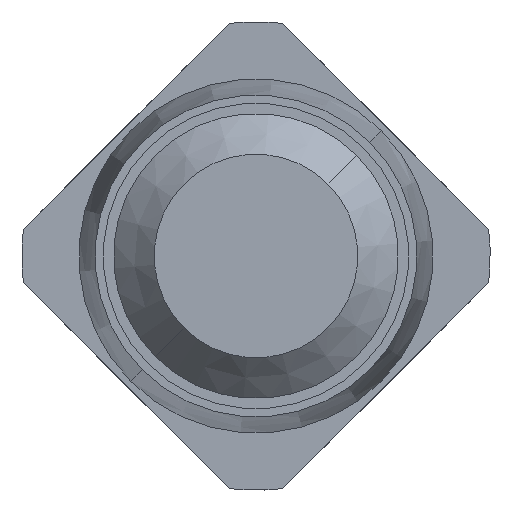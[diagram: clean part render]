
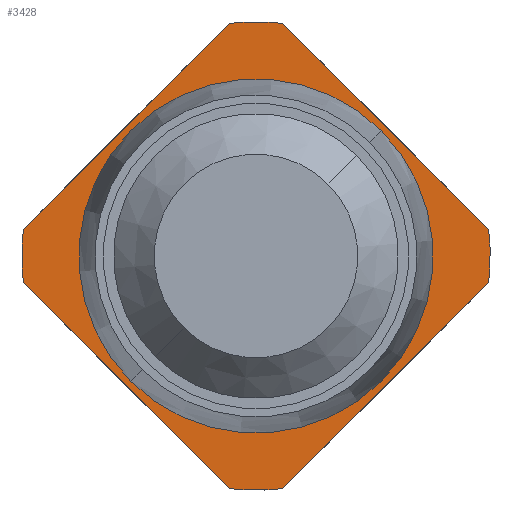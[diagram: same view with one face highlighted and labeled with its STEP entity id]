
A CAD part, front view. The second image highlights one B-rep face of the part: STEP entity #3428.
In plain terms, the highlighted planar face has unit normal (0, -1, 0).
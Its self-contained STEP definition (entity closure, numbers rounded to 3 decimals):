
#121 = VERTEX_POINT ( 'NONE', #238 ) ;
#128 = CIRCLE ( 'NONE', #2530, 0.575 ) ;
#238 = CARTESIAN_POINT ( 'NONE',  ( 0.308, -2.9, 0.308 ) ) ;
#245 = AXIS2_PLACEMENT_3D ( 'NONE', #3155, #1933, #3955 ) ;
#266 = VERTEX_POINT ( 'NONE', #3265 ) ;
#333 = ORIENTED_EDGE ( 'NONE', *, *, #3199, .F. ) ;
#423 = CARTESIAN_POINT ( 'NONE',  ( 0., -2.9, 0. ) ) ;
#760 = EDGE_CURVE ( 'Defeature ausgef�hrt3_23+Defeature ausgef�hrt3_14+Defeature ausgef�hrt3_12+Defeature ausgef�hrt3_13', #266, #2095, #2092, .T. ) ;
#806 = VECTOR ( 'NONE', #1165, 1000. ) ;
#973 = VERTEX_POINT ( 'NONE', #4310 ) ;
#1044 = VERTEX_POINT ( 'NONE', #2110 ) ;
#1165 = DIRECTION ( 'NONE',  ( -0.707, 0., -0.707 ) ) ;
#1304 = CARTESIAN_POINT ( 'NONE',  ( 0.065, -2.9, 0.571 ) ) ;
#1329 = DIRECTION ( 'NONE',  ( 0., 1., 0. ) ) ;
#1352 = DIRECTION ( 'NONE',  ( 0., 1., 0. ) ) ;
#1454 = CARTESIAN_POINT ( 'NONE',  ( 0.065, -2.9, -0.571 ) ) ;
#1457 = ORIENTED_EDGE ( 'NONE', *, *, #5142, .F. ) ;
#1481 = ORIENTED_EDGE ( 'NONE', *, *, #3494, .F. ) ;
#1597 = EDGE_LOOP ( 'NONE', ( #4185, #3847, #1457, #4281, #4144, #1481, #333, #2756 ) ) ;
#1608 = DIRECTION ( 'NONE',  ( 0., 1., 0. ) ) ;
#1616 = DIRECTION ( 'NONE',  ( 0.707, 0., 0.707 ) ) ;
#1625 = CARTESIAN_POINT ( 'NONE',  ( 0., -2.9, 0. ) ) ;
#1628 = DIRECTION ( 'NONE',  ( 0., 1., 0. ) ) ;
#1690 = FACE_OUTER_BOUND ( 'NONE', #1597, .T. ) ;
#1705 = EDGE_CURVE ( 'Defeature ausgef�hrt3_14+Defeature ausgef�hrt3_19+Defeature ausgef�hrt3_19+Defeature ausgef�hrt3_19', #3899, #121, #3560, .T. ) ;
#1713 = DIRECTION ( 'NONE',  ( 0.707, 0., 0.707 ) ) ;
#1716 = DIRECTION ( 'NONE',  ( 0.707, 0., 0.707 ) ) ;
#1933 = DIRECTION ( 'NONE',  ( 0., 1., 0. ) ) ;
#1956 = CIRCLE ( 'NONE', #3541, 0.575 ) ;
#1970 = VECTOR ( 'NONE', #2956, 1000. ) ;
#2000 = CARTESIAN_POINT ( 'NONE',  ( 0.725, -2.9, -0.088 ) ) ;
#2026 = DIRECTION ( 'NONE',  ( 0., 1., 0. ) ) ;
#2053 = VERTEX_POINT ( 'NONE', #1304 ) ;
#2092 = LINE ( 'NONE', #2488, #1970 ) ;
#2095 = VERTEX_POINT ( 'NONE', #4707 ) ;
#2110 = CARTESIAN_POINT ( 'NONE',  ( -0.065, -2.9, -0.571 ) ) ;
#2148 = EDGE_LOOP ( 'NONE', ( #2984, #3304 ) ) ;
#2300 = EDGE_CURVE ( 'Defeature ausgef�hrt3_13+Defeature ausgef�hrt3_14+Defeature ausgef�hrt3_23+Defeature ausgef�hrt3_22', #2095, #2053, #1956, .T. ) ;
#2455 = DIRECTION ( 'NONE',  ( 0.707, 0., 0.707 ) ) ;
#2488 = CARTESIAN_POINT ( 'NONE',  ( -0.318, -2.9, 0.318 ) ) ;
#2530 = AXIS2_PLACEMENT_3D ( 'NONE', #1625, #2867, #1616 ) ;
#2564 = CARTESIAN_POINT ( 'NONE',  ( -0.308, -2.9, -0.308 ) ) ;
#2739 = LINE ( 'NONE', #2000, #5031 ) ;
#2746 = EDGE_CURVE ( 'Defeature ausgef�hrt3_10+Defeature ausgef�hrt3_14+Defeature ausgef�hrt3_25+Defeature ausgef�hrt3_24', #4021, #1044, #3621, .T. ) ;
#2754 = EDGE_CURVE ( 'Defeature ausgef�hrt3_25+Defeature ausgef�hrt3_14+Defeature ausgef�hrt3_11+Defeature ausgef�hrt3_10', #3641, #4021, #4890, .T. ) ;
#2756 = ORIENTED_EDGE ( 'NONE', *, *, #2746, .F. ) ;
#2793 = CIRCLE ( 'NONE', #245, 0.575 ) ;
#2827 = VERTEX_POINT ( 'NONE', #4045 ) ;
#2867 = DIRECTION ( 'NONE',  ( 0., 1., 0. ) ) ;
#2935 = EDGE_CURVE ( 'Defeature ausgef�hrt3_14+Defeature ausgef�hrt3_19+Defeature ausgef�hrt3_19+Defeature ausgef�hrt3_19', #121, #3899, #3553, .T. ) ;
#2956 = DIRECTION ( 'NONE',  ( 0.707, 0., 0.707 ) ) ;
#2970 = AXIS2_PLACEMENT_3D ( 'NONE', #423, #2026, #4080 ) ;
#2984 = ORIENTED_EDGE ( 'NONE', *, *, #2935, .T. ) ;
#3097 = AXIS2_PLACEMENT_3D ( 'NONE', #4566, #1329, #1716 ) ;
#3155 = CARTESIAN_POINT ( 'NONE',  ( 0., -2.9, 0. ) ) ;
#3199 = EDGE_CURVE ( 'Defeature ausgef�hrt3_24+Defeature ausgef�hrt3_14+Defeature ausgef�hrt3_10+Defeature ausgef�hrt3_12', #1044, #2827, #4570, .T. ) ;
#3210 = AXIS2_PLACEMENT_3D ( 'NONE', #3857, #1352, #1713 ) ;
#3212 = DIRECTION ( 'NONE',  ( 0.707, 0., 0.707 ) ) ;
#3220 = DIRECTION ( 'NONE',  ( 0.707, 0., -0.707 ) ) ;
#3227 = CARTESIAN_POINT ( 'NONE',  ( 0., -2.9, 0. ) ) ;
#3265 = CARTESIAN_POINT ( 'NONE',  ( -0.571, -2.9, 0.065 ) ) ;
#3304 = ORIENTED_EDGE ( 'NONE', *, *, #1705, .T. ) ;
#3428 = ADVANCED_FACE ( 'Defeature ausgef�hrt3_14', ( #5091, #1690 ), #4644, .F. ) ;
#3494 = EDGE_CURVE ( 'Defeature ausgef�hrt3_12+Defeature ausgef�hrt3_14+Defeature ausgef�hrt3_24+Defeature ausgef�hrt3_23', #2827, #266, #2793, .T. ) ;
#3541 = AXIS2_PLACEMENT_3D ( 'NONE', #3686, #1628, #2455 ) ;
#3544 = CARTESIAN_POINT ( 'NONE',  ( 0.088, -2.9, -0.725 ) ) ;
#3553 = CIRCLE ( 'NONE', #2970, 0.435 ) ;
#3560 = CIRCLE ( 'NONE', #3097, 0.435 ) ;
#3586 = DIRECTION ( 'NONE',  ( -0.707, 0., 0.707 ) ) ;
#3610 = CARTESIAN_POINT ( 'NONE',  ( 0.318, -2.9, -0.318 ) ) ;
#3621 = CIRCLE ( 'NONE', #4875, 0.575 ) ;
#3641 = VERTEX_POINT ( 'NONE', #5250 ) ;
#3686 = CARTESIAN_POINT ( 'NONE',  ( 0., -2.9, 0. ) ) ;
#3847 = ORIENTED_EDGE ( 'NONE', *, *, #5207, .F. ) ;
#3857 = CARTESIAN_POINT ( 'NONE',  ( 0.407, -2.9, -0.407 ) ) ;
#3899 = VERTEX_POINT ( 'NONE', #2564 ) ;
#3940 = VECTOR ( 'NONE', #3586, 1000. ) ;
#3955 = DIRECTION ( 'NONE',  ( 0.707, 0., 0.707 ) ) ;
#4021 = VERTEX_POINT ( 'NONE', #1454 ) ;
#4045 = CARTESIAN_POINT ( 'NONE',  ( -0.571, -2.9, -0.065 ) ) ;
#4080 = DIRECTION ( 'NONE',  ( 0.707, 0., 0.707 ) ) ;
#4144 = ORIENTED_EDGE ( 'NONE', *, *, #760, .F. ) ;
#4185 = ORIENTED_EDGE ( 'NONE', *, *, #2754, .F. ) ;
#4281 = ORIENTED_EDGE ( 'NONE', *, *, #2300, .F. ) ;
#4310 = CARTESIAN_POINT ( 'NONE',  ( 0.571, -2.9, 0.065 ) ) ;
#4566 = CARTESIAN_POINT ( 'NONE',  ( 0., -2.9, 0. ) ) ;
#4570 = LINE ( 'NONE', #3544, #3940 ) ;
#4644 = PLANE ( 'NONE',  #3210 ) ;
#4707 = CARTESIAN_POINT ( 'NONE',  ( -0.065, -2.9, 0.571 ) ) ;
#4875 = AXIS2_PLACEMENT_3D ( 'NONE', #3227, #1608, #3212 ) ;
#4890 = LINE ( 'NONE', #3610, #806 ) ;
#5031 = VECTOR ( 'NONE', #3220, 1000. ) ;
#5091 = FACE_BOUND ( 'NONE', #2148, .T. ) ;
#5142 = EDGE_CURVE ( 'Defeature ausgef�hrt3_22+Defeature ausgef�hrt3_14+Defeature ausgef�hrt3_13+Defeature ausgef�hrt3_11', #2053, #973, #2739, .T. ) ;
#5207 = EDGE_CURVE ( 'Defeature ausgef�hrt3_11+Defeature ausgef�hrt3_14+Defeature ausgef�hrt3_22+Defeature ausgef�hrt3_25', #973, #3641, #128, .T. ) ;
#5250 = CARTESIAN_POINT ( 'NONE',  ( 0.571, -2.9, -0.065 ) ) ;
